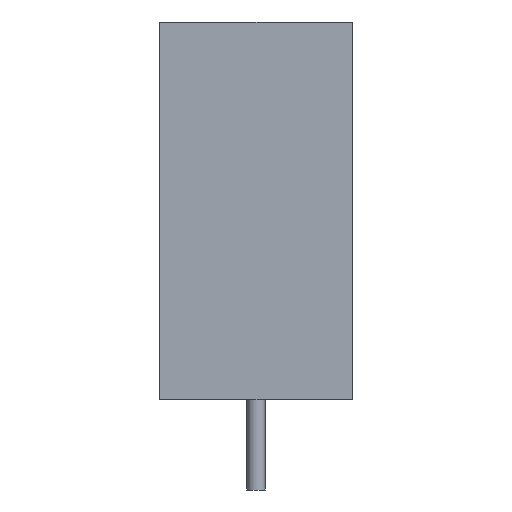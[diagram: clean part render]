
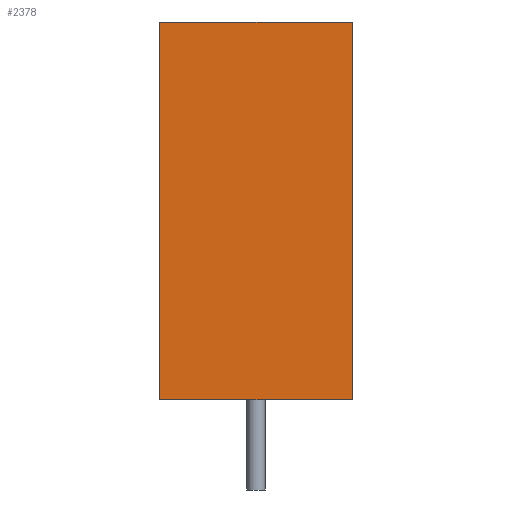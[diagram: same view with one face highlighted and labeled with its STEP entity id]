
A CAD part, left-side view. The second image highlights one B-rep face of the part: STEP entity #2378.
In plain terms, the highlighted planar face has unit normal (-1, 0, 0).
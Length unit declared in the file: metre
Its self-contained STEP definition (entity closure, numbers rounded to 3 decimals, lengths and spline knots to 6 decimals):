
#244=LINE('',#4189,#437);
#252=LINE('',#4205,#445);
#253=LINE('',#4207,#446);
#254=LINE('',#4208,#447);
#437=VECTOR('',#2818,1.);
#445=VECTOR('',#2830,1.);
#446=VECTOR('',#2833,1.);
#447=VECTOR('',#2834,1.);
#524=PLANE('',#2471);
#903=ORIENTED_EDGE('',*,*,#1217,.T.);
#904=ORIENTED_EDGE('',*,*,#1216,.F.);
#905=ORIENTED_EDGE('',*,*,#1218,.F.);
#906=ORIENTED_EDGE('',*,*,#1208,.T.);
#1208=EDGE_CURVE('',#1369,#1368,#244,.T.);
#1216=EDGE_CURVE('',#1374,#1373,#252,.T.);
#1217=EDGE_CURVE('',#1368,#1373,#253,.T.);
#1218=EDGE_CURVE('',#1369,#1374,#254,.T.);
#1368=VERTEX_POINT('',#4188);
#1369=VERTEX_POINT('',#4190);
#1373=VERTEX_POINT('',#4202);
#1374=VERTEX_POINT('',#4204);
#1482=EDGE_LOOP('',(#903,#904,#905,#906));
#1595=FACE_BOUND('',#1482,.T.);
#2378=ADVANCED_FACE('',(#1595),#524,.F.);
#2471=AXIS2_PLACEMENT_3D('',#4206,#2831,#2832);
#2818=DIRECTION('',(0.,1.,0.));
#2830=DIRECTION('',(0.,1.,0.));
#2831=DIRECTION('',(1.,0.,0.));
#2832=DIRECTION('',(0.,0.,-1.));
#2833=DIRECTION('',(0.,0.,-1.));
#2834=DIRECTION('',(0.,0.,-1.));
#4188=CARTESIAN_POINT('',(-0.01325,0.00425,0.00835));
#4189=CARTESIAN_POINT('',(-0.01325,-0.00425,0.00835));
#4190=CARTESIAN_POINT('',(-0.01325,-0.00425,0.00835));
#4202=CARTESIAN_POINT('',(-0.01325,0.00425,-0.00835));
#4204=CARTESIAN_POINT('',(-0.01325,-0.00425,-0.00835));
#4205=CARTESIAN_POINT('',(-0.01325,-0.00425,-0.00835));
#4206=CARTESIAN_POINT('',(-0.01325,-0.00425,0.00835));
#4207=CARTESIAN_POINT('',(-0.01325,0.00425,0.00835));
#4208=CARTESIAN_POINT('',(-0.01325,-0.00425,0.00835));
